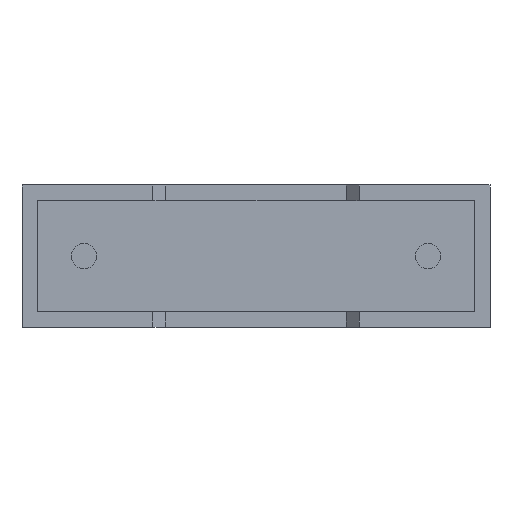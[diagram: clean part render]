
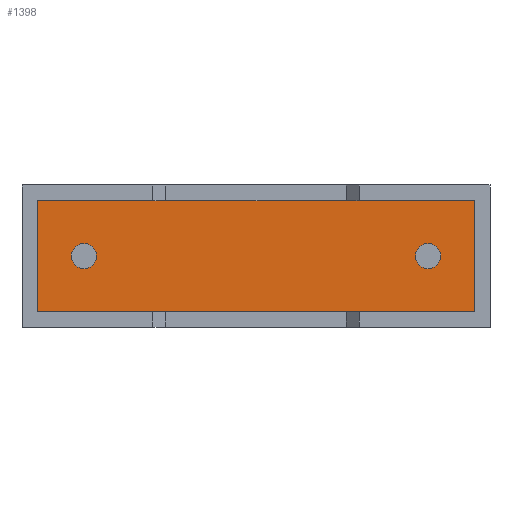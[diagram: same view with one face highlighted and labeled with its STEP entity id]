
A CAD part, front view. The second image highlights one B-rep face of the part: STEP entity #1398.
In plain terms, the highlighted planar face has unit normal (0, -1, 0).
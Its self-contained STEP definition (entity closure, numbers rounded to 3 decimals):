
#6 = DIRECTION ( 'NONE',  ( 0., 0., -1. ) ) ;
#75 = VERTEX_POINT ( 'NONE', #2620 ) ;
#96 = EDGE_CURVE ( 'NONE', #522, #1464, #296, .T. ) ;
#103 = EDGE_LOOP ( 'NONE', ( #2751, #1788 ) ) ;
#212 = VERTEX_POINT ( 'NONE', #602 ) ;
#296 = LINE ( 'NONE', #2867, #375 ) ;
#331 = CIRCLE ( 'NONE', #1386, 0.275 ) ;
#342 = CARTESIAN_POINT ( 'NONE',  ( 1.35, 0.75, 1.275 ) ) ;
#345 = DIRECTION ( 'NONE',  ( 0., -1., 0. ) ) ;
#362 = CARTESIAN_POINT ( 'NONE',  ( 0.34, 0.75, 2.76 ) ) ;
#364 = EDGE_CURVE ( 'NONE', #75, #2450, #473, .T. ) ;
#375 = VECTOR ( 'NONE', #617, 1000. ) ;
#383 = ORIENTED_EDGE ( 'NONE', *, *, #1166, .T. ) ;
#454 = DIRECTION ( 'NONE',  ( 0., 0., -1. ) ) ;
#473 = CIRCLE ( 'NONE', #2880, 0.275 ) ;
#522 = VERTEX_POINT ( 'NONE', #2010 ) ;
#585 = CIRCLE ( 'NONE', #2320, 0.275 ) ;
#602 = CARTESIAN_POINT ( 'NONE',  ( 0.34, 0.75, 0.34 ) ) ;
#610 = FACE_BOUND ( 'NONE', #103, .T. ) ;
#617 = DIRECTION ( 'NONE',  ( 0., 0., 1. ) ) ;
#665 = PLANE ( 'NONE',  #3034 ) ;
#688 = LINE ( 'NONE', #2357, #1664 ) ;
#708 = ORIENTED_EDGE ( 'NONE', *, *, #1953, .F. ) ;
#717 = VECTOR ( 'NONE', #1248, 1000. ) ;
#751 = DIRECTION ( 'NONE',  ( 0., -1., 0. ) ) ;
#790 = EDGE_CURVE ( 'NONE', #1344, #1565, #1079, .T. ) ;
#819 = EDGE_LOOP ( 'NONE', ( #708, #2290 ) ) ;
#830 = CARTESIAN_POINT ( 'NONE',  ( 8.85, 0.75, 1.55 ) ) ;
#839 = ORIENTED_EDGE ( 'NONE', *, *, #96, .T. ) ;
#915 = DIRECTION ( 'NONE',  ( -1., 0., 0. ) ) ;
#921 = DIRECTION ( 'NONE',  ( 0., 0., -1. ) ) ;
#1026 = EDGE_CURVE ( 'NONE', #1565, #1344, #331, .T. ) ;
#1027 = VECTOR ( 'NONE', #921, 1000. ) ;
#1028 = VERTEX_POINT ( 'NONE', #362 ) ;
#1064 = LINE ( 'NONE', #1285, #717 ) ;
#1079 = CIRCLE ( 'NONE', #2260, 0.275 ) ;
#1155 = LINE ( 'NONE', #1871, #1027 ) ;
#1166 = EDGE_CURVE ( 'NONE', #1464, #1028, #688, .T. ) ;
#1195 = CARTESIAN_POINT ( 'NONE',  ( 1.35, 0.75, 1.55 ) ) ;
#1235 = CARTESIAN_POINT ( 'NONE',  ( 9.86, 0.75, 2.76 ) ) ;
#1248 = DIRECTION ( 'NONE',  ( 1., 0., 0. ) ) ;
#1273 = CARTESIAN_POINT ( 'NONE',  ( 8.85, 0.75, 1.55 ) ) ;
#1285 = CARTESIAN_POINT ( 'NONE',  ( 0.34, 0.75, 0.34 ) ) ;
#1310 = CARTESIAN_POINT ( 'NONE',  ( 0., 0.75, 0. ) ) ;
#1344 = VERTEX_POINT ( 'NONE', #342 ) ;
#1386 = AXIS2_PLACEMENT_3D ( 'NONE', #2482, #345, #2227 ) ;
#1398 = ADVANCED_FACE ( 'NONE', ( #2082, #2794, #610 ), #665, .T. ) ;
#1464 = VERTEX_POINT ( 'NONE', #1235 ) ;
#1473 = CARTESIAN_POINT ( 'NONE',  ( 8.85, 0.75, 1.825 ) ) ;
#1565 = VERTEX_POINT ( 'NONE', #2363 ) ;
#1566 = DIRECTION ( 'NONE',  ( 0., 0., -1. ) ) ;
#1632 = EDGE_CURVE ( 'NONE', #212, #522, #1064, .T. ) ;
#1664 = VECTOR ( 'NONE', #915, 1000. ) ;
#1684 = DIRECTION ( 'NONE',  ( 0., 0., -1. ) ) ;
#1765 = ORIENTED_EDGE ( 'NONE', *, *, #1832, .T. ) ;
#1788 = ORIENTED_EDGE ( 'NONE', *, *, #790, .F. ) ;
#1832 = EDGE_CURVE ( 'NONE', #1028, #212, #1155, .T. ) ;
#1871 = CARTESIAN_POINT ( 'NONE',  ( 0.34, 0.75, 2.76 ) ) ;
#1953 = EDGE_CURVE ( 'NONE', #2450, #75, #585, .T. ) ;
#2010 = CARTESIAN_POINT ( 'NONE',  ( 9.86, 0.75, 0.34 ) ) ;
#2082 = FACE_BOUND ( 'NONE', #819, .T. ) ;
#2184 = DIRECTION ( 'NONE',  ( 0., -1., 0. ) ) ;
#2227 = DIRECTION ( 'NONE',  ( 0., 0., -1. ) ) ;
#2237 = DIRECTION ( 'NONE',  ( 0., -1., 0. ) ) ;
#2240 = DIRECTION ( 'NONE',  ( 0., -1., 0. ) ) ;
#2260 = AXIS2_PLACEMENT_3D ( 'NONE', #1195, #2184, #6 ) ;
#2274 = ORIENTED_EDGE ( 'NONE', *, *, #1632, .T. ) ;
#2290 = ORIENTED_EDGE ( 'NONE', *, *, #364, .F. ) ;
#2320 = AXIS2_PLACEMENT_3D ( 'NONE', #830, #2237, #1566 ) ;
#2357 = CARTESIAN_POINT ( 'NONE',  ( 9.86, 0.75, 2.76 ) ) ;
#2363 = CARTESIAN_POINT ( 'NONE',  ( 1.35, 0.75, 1.825 ) ) ;
#2450 = VERTEX_POINT ( 'NONE', #1473 ) ;
#2482 = CARTESIAN_POINT ( 'NONE',  ( 1.35, 0.75, 1.55 ) ) ;
#2620 = CARTESIAN_POINT ( 'NONE',  ( 8.85, 0.75, 1.275 ) ) ;
#2751 = ORIENTED_EDGE ( 'NONE', *, *, #1026, .F. ) ;
#2794 = FACE_OUTER_BOUND ( 'NONE', #3028, .T. ) ;
#2867 = CARTESIAN_POINT ( 'NONE',  ( 9.86, 0.75, 0.34 ) ) ;
#2880 = AXIS2_PLACEMENT_3D ( 'NONE', #1273, #751, #1684 ) ;
#3028 = EDGE_LOOP ( 'NONE', ( #1765, #2274, #839, #383 ) ) ;
#3034 = AXIS2_PLACEMENT_3D ( 'NONE', #1310, #2240, #454 ) ;
